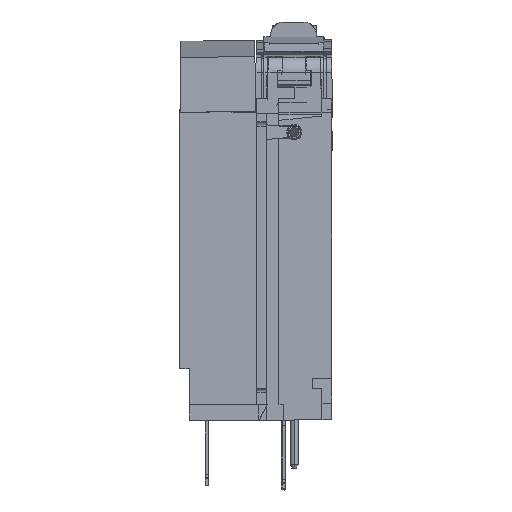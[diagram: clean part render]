
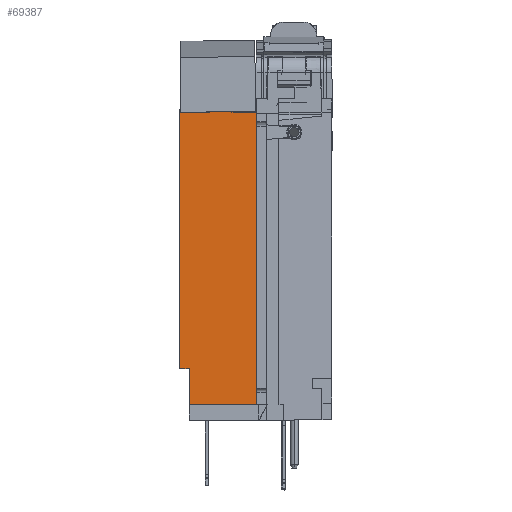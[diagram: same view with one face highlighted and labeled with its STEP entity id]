
A CAD part, left-side view. The second image highlights one B-rep face of the part: STEP entity #69387.
In plain terms, the highlighted planar face has unit normal (-1, 0, 0).
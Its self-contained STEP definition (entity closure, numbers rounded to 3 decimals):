
#67264=DIRECTION('',(0.,1.,0.));
#67265=VECTOR('',#67264,44.023);
#67266=CARTESIAN_POINT('',(-40.9,112.674,
-129.2));
#67267=LINE('',#67266,#67265);
#67271=DIRECTION('',(0.,0.,1.));
#67272=VECTOR('',#67271,23.5);
#67273=CARTESIAN_POINT('',(-40.9,156.697,
-129.2));
#67274=LINE('',#67273,#67272);
#67278=DIRECTION('',(0.,0.,1.));
#67279=VECTOR('',#67278,167.);
#67280=CARTESIAN_POINT('',(-40.9,162.697,
-105.7));
#67281=LINE('',#67280,#67279);
#67285=DIRECTION('',(0.,-1.,0.));
#67286=VECTOR('',#67285,15.947);
#67287=CARTESIAN_POINT('',(-40.9,162.697,
61.3));
#67288=LINE('',#67287,#67286);
#67292=DIRECTION('',(0.,-1.,0.));
#67293=VECTOR('',#67292,16.059);
#67294=CARTESIAN_POINT('',(-40.9,128.756,
61.3));
#67295=LINE('',#67294,#67293);
#67299=DIRECTION('',(0.,0.,-1.));
#67300=VECTOR('',#67299,186.5);
#67301=CARTESIAN_POINT('',(-40.9,112.697,
61.3));
#67302=LINE('',#67301,#67300);
#67306=DIRECTION('',(0.,-0.009,-1.));
#67307=VECTOR('',#67306,4.);
#67308=CARTESIAN_POINT('',(-40.9,112.709,
-125.2));
#67309=LINE('',#67308,#67307);
#67789=DIRECTION('',(0.,-1.,0.));
#67790=VECTOR('',#67789,6.);
#67791=CARTESIAN_POINT('',(-40.9,162.697,
-105.7));
#67792=LINE('',#67791,#67790);
#67817=DIRECTION('',(0.,-0.047,-0.999));
#67818=VECTOR('',#67817,0.139);
#67819=CARTESIAN_POINT('',(-40.9,146.757,
61.439));
#67820=LINE('',#67819,#67818);
#68000=DIRECTION('',(0.,0.009,1.));
#68001=VECTOR('',#68000,0.296);
#68002=CARTESIAN_POINT('',(-40.9,128.756,
61.3));
#68003=LINE('',#68002,#68001);
#68035=DIRECTION('',(0.,1.,-0.009));
#68036=VECTOR('',#68035,17.999);
#68037=CARTESIAN_POINT('',(-40.9,128.758,
61.596));
#68038=LINE('',#68037,#68036);
#68832=CARTESIAN_POINT('',(-40.9,112.697,
61.3));
#68833=CARTESIAN_POINT('',(-40.9,112.709,
-125.2));
#68834=VERTEX_POINT('',#68832);
#68835=VERTEX_POINT('',#68833);
#68836=CARTESIAN_POINT('',(-40.9,112.674,
-129.2));
#68837=VERTEX_POINT('',#68836);
#68976=CARTESIAN_POINT('',(-40.9,146.75,
61.3));
#68977=VERTEX_POINT('',#68976);
#68978=CARTESIAN_POINT('',(-40.9,162.697,
61.3));
#68979=VERTEX_POINT('',#68978);
#68990=CARTESIAN_POINT('',(-40.9,162.697,
-105.7));
#68991=VERTEX_POINT('',#68990);
#69006=CARTESIAN_POINT('',(-40.9,156.697,
-129.2));
#69007=VERTEX_POINT('',#69006);
#69008=CARTESIAN_POINT('',(-40.9,156.697,
-105.7));
#69009=VERTEX_POINT('',#69008);
#69010=CARTESIAN_POINT('',(-40.9,146.757,
61.439));
#69011=VERTEX_POINT('',#69010);
#69012=CARTESIAN_POINT('',(-40.9,128.758,
61.596));
#69013=VERTEX_POINT('',#69012);
#69014=CARTESIAN_POINT('',(-40.9,128.756,
61.3));
#69015=VERTEX_POINT('',#69014);
#69360=CARTESIAN_POINT('',(-40.9,128.758,
61.596));
#69361=DIRECTION('',(-1.,0.,0.));
#69362=DIRECTION('',(0.,1.,-0.009));
#69363=AXIS2_PLACEMENT_3D('',#69360,#69361,#69362);
#69364=PLANE('',#69363);
#69366=ORIENTED_EDGE('',*,*,#69365,.T.);
#69368=ORIENTED_EDGE('',*,*,#69367,.T.);
#69370=ORIENTED_EDGE('',*,*,#69369,.F.);
#69371=ORIENTED_EDGE('',*,*,#69252,.T.);
#69372=ORIENTED_EDGE('',*,*,#69222,.T.);
#69374=ORIENTED_EDGE('',*,*,#69373,.F.);
#69376=ORIENTED_EDGE('',*,*,#69375,.F.);
#69378=ORIENTED_EDGE('',*,*,#69377,.F.);
#69380=ORIENTED_EDGE('',*,*,#69379,.T.);
#69382=ORIENTED_EDGE('',*,*,#69381,.T.);
#69384=ORIENTED_EDGE('',*,*,#69383,.T.);
#69385=EDGE_LOOP('',(#69366,#69368,#69370,#69371,#69372,#69374,#69376,#69378,
#69380,#69382,#69384));
#69386=FACE_OUTER_BOUND('',#69385,.F.);
#69222=EDGE_CURVE('',#68979,#68977,#67288,.T.);
#69252=EDGE_CURVE('',#68991,#68979,#67281,.T.);
#69365=EDGE_CURVE('',#68837,#69007,#67267,.T.);
#69367=EDGE_CURVE('',#69007,#69009,#67274,.T.);
#69369=EDGE_CURVE('',#68991,#69009,#67792,.T.);
#69373=EDGE_CURVE('',#69011,#68977,#67820,.T.);
#69375=EDGE_CURVE('',#69013,#69011,#68038,.T.);
#69377=EDGE_CURVE('',#69015,#69013,#68003,.T.);
#69379=EDGE_CURVE('',#69015,#68834,#67295,.T.);
#69381=EDGE_CURVE('',#68834,#68835,#67302,.T.);
#69383=EDGE_CURVE('',#68835,#68837,#67309,.T.);
#69387=ADVANCED_FACE('',(#69386),#69364,.T.);
